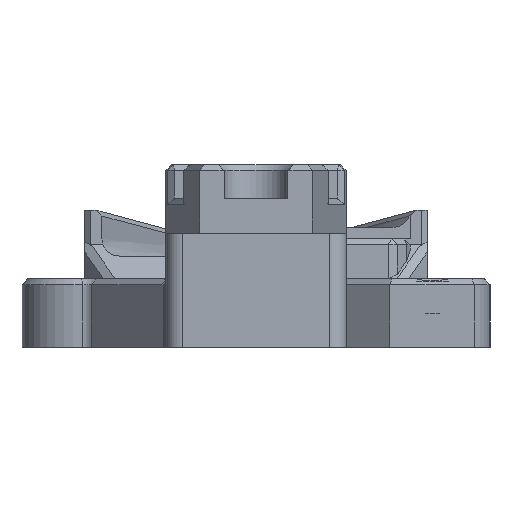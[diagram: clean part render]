
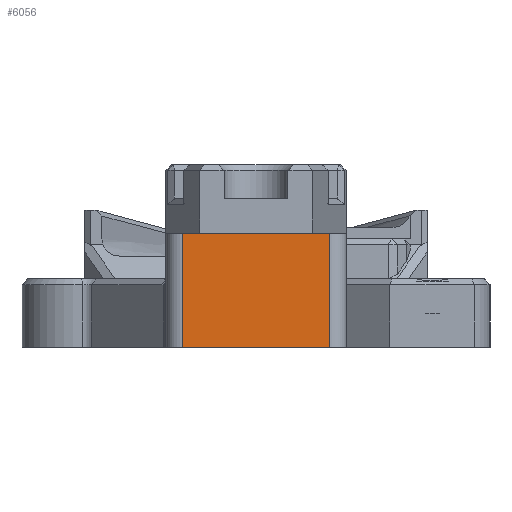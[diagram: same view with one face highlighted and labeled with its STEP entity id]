
A CAD part, front view. The second image highlights one B-rep face of the part: STEP entity #6056.
In plain terms, the highlighted planar face has unit normal (0, -1, 0).
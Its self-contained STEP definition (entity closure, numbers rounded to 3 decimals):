
#419=FACE_OUTER_BOUND('',#792,.T.);
#792=EDGE_LOOP('',(#4502,#4503,#4504,#4505));
#1089=LINE('',#8603,#1801);
#1273=LINE('',#9238,#1985);
#1274=LINE('',#9241,#1986);
#1275=LINE('',#9242,#1987);
#1801=VECTOR('',#6901,10.);
#1985=VECTOR('',#7393,10.);
#1986=VECTOR('',#7396,10.);
#1987=VECTOR('',#7397,1.5);
#2543=VERTEX_POINT('',#8600);
#2544=VERTEX_POINT('',#8602);
#2708=VERTEX_POINT('',#9236);
#2709=VERTEX_POINT('',#9240);
#3097=EDGE_CURVE('',#2543,#2544,#1089,.T.);
#3363=EDGE_CURVE('',#2708,#2543,#1273,.T.);
#3364=EDGE_CURVE('',#2709,#2708,#1274,.T.);
#3365=EDGE_CURVE('',#2544,#2709,#1275,.T.);
#4502=ORIENTED_EDGE('',*,*,#3097,.F.);
#4503=ORIENTED_EDGE('',*,*,#3363,.F.);
#4504=ORIENTED_EDGE('',*,*,#3364,.F.);
#4505=ORIENTED_EDGE('',*,*,#3365,.F.);
#5747=PLANE('',#6501);
#6056=ADVANCED_FACE('',(#419),#5747,.T.);
#6501=AXIS2_PLACEMENT_3D('',#9239,#7394,#7395);
#6901=DIRECTION('',(-1.,0.,0.));
#7393=DIRECTION('',(0.,0.,-1.));
#7394=DIRECTION('center_axis',(0.,-1.,0.));
#7395=DIRECTION('ref_axis',(1.,0.,0.));
#7396=DIRECTION('',(1.,0.,0.));
#7397=DIRECTION('',(0.,0.,1.));
#8600=CARTESIAN_POINT('',(9.539,-26.169,-10.));
#8602=CARTESIAN_POINT('',(-3.256,-26.169,-10.));
#8603=CARTESIAN_POINT('',(-0.807,-26.169,-10.));
#9236=CARTESIAN_POINT('',(9.539,-26.169,0.));
#9238=CARTESIAN_POINT('',(9.539,-26.169,0.));
#9239=CARTESIAN_POINT('Origin',(-4.756,-26.169,0.));
#9240=CARTESIAN_POINT('',(-3.256,-26.169,0.));
#9241=CARTESIAN_POINT('',(-0.807,-26.169,0.));
#9242=CARTESIAN_POINT('',(-3.256,-26.169,0.));
